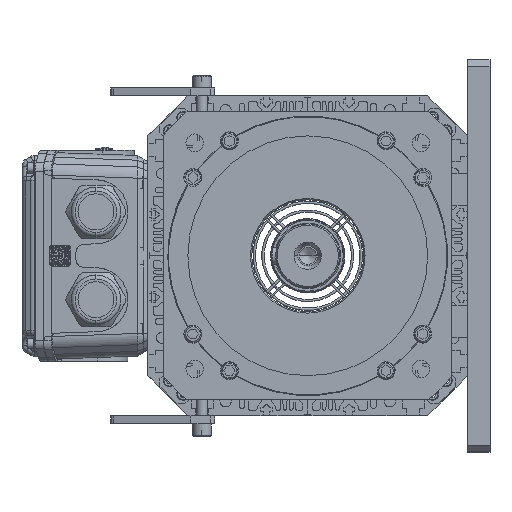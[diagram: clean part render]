
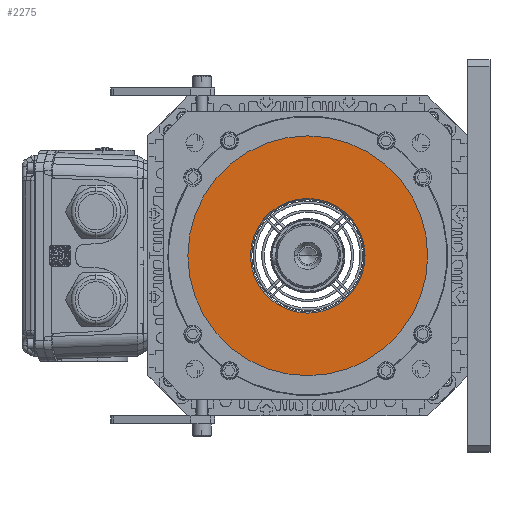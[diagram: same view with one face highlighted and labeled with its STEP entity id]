
A CAD part, left-side view. The second image highlights one B-rep face of the part: STEP entity #2275.
In plain terms, the highlighted planar face has unit normal (-1, 0, 0).
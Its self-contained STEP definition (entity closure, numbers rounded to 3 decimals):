
#850=CARTESIAN_POINT('',(171.,0.,0.));
#851=DIRECTION('',(1.,0.,0.));
#852=DIRECTION('',(0.,1.,0.));
#853=AXIS2_PLACEMENT_3D('',#850,#851,#852);
#859=CARTESIAN_POINT('',(171.,0.,0.));
#860=DIRECTION('',(-1.,0.,0.));
#861=DIRECTION('',(0.,1.,0.));
#862=AXIS2_PLACEMENT_3D('',#859,#860,#861);
#868=CARTESIAN_POINT('',(171.,0.,0.));
#869=DIRECTION('',(1.,0.,0.));
#870=DIRECTION('',(0.,1.,0.));
#871=AXIS2_PLACEMENT_3D('',#868,#869,#870);
#873=CARTESIAN_POINT('',(171.,0.,0.));
#874=DIRECTION('',(1.,0.,0.));
#875=DIRECTION('',(0.,-1.,0.));
#876=AXIS2_PLACEMENT_3D('',#873,#874,#875);
#2082=CARTESIAN_POINT('',(171.,150.,0.));
#2083=CARTESIAN_POINT('',(171.,-150.,0.));
#2084=VERTEX_POINT('',#2082);
#2085=VERTEX_POINT('',#2083);
#2090=CARTESIAN_POINT('',(171.,71.732,0.));
#2091=CARTESIAN_POINT('',(171.,-71.732,0.));
#2092=VERTEX_POINT('',#2090);
#2093=VERTEX_POINT('',#2091);
#2260=CARTESIAN_POINT('',(171.,0.,0.));
#2261=DIRECTION('',(1.,0.,0.));
#2262=DIRECTION('',(0.,-1.,0.));
#2263=AXIS2_PLACEMENT_3D('',#2260,#2261,#2262);
#2264=PLANE('',#2263);
#2265=ORIENTED_EDGE('',*,*,#2254,.F.);
#2266=ORIENTED_EDGE('',*,*,#2240,.T.);
#2267=EDGE_LOOP('',(#2265,#2266));
#2268=FACE_OUTER_BOUND('',#2267,.F.);
#2270=ORIENTED_EDGE('',*,*,#2269,.F.);
#2272=ORIENTED_EDGE('',*,*,#2271,.F.);
#2273=EDGE_LOOP('',(#2270,#2272));
#2274=FACE_BOUND('',#2273,.F.);
#2275=ADVANCED_FACE('',(#2268,#2274),#2264,.F.);
#854=CIRCLE('',#853,150.);
#863=CIRCLE('',#862,150.);
#872=CIRCLE('',#871,71.732);
#877=CIRCLE('',#876,71.732);
#2240=EDGE_CURVE('',#2084,#2085,#854,.T.);
#2254=EDGE_CURVE('',#2084,#2085,#863,.T.);
#2269=EDGE_CURVE('',#2092,#2093,#872,.T.);
#2271=EDGE_CURVE('',#2093,#2092,#877,.T.);
